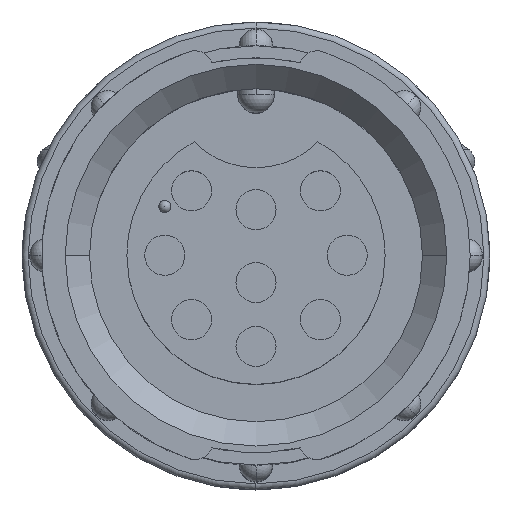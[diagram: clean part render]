
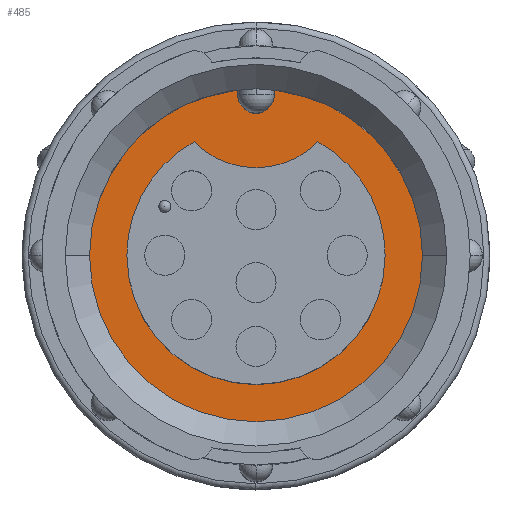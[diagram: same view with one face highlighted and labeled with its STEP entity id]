
A CAD part, top view. The second image highlights one B-rep face of the part: STEP entity #485.
In plain terms, the highlighted planar face has unit normal (0, 0, 1).
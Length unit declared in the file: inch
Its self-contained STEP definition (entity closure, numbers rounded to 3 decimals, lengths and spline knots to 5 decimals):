
#36 = ORIENTED_EDGE ( 'NONE', *, *, #600, .T. ) ;
#40 = ORIENTED_EDGE ( 'NONE', *, *, #653, .T. ) ;
#48 = VERTEX_POINT ( 'NONE', #3933 ) ;
#82 = ORIENTED_EDGE ( 'NONE', *, *, #2471, .F. ) ;
#84 = ORIENTED_EDGE ( 'NONE', *, *, #658, .F. ) ;
#151 = CARTESIAN_POINT ( 'NONE',  ( 0., 0., -0.328 ) ) ;
#152 = ORIENTED_EDGE ( 'NONE', *, *, #661, .F. ) ;
#195 = DIRECTION ( 'NONE',  ( 0., 1., 0. ) ) ;
#274 = DIRECTION ( 'NONE',  ( 1., 0., 0. ) ) ;
#275 = CARTESIAN_POINT ( 'NONE',  ( 0.03, 0.264, -0.328 ) ) ;
#288 = DIRECTION ( 'NONE',  ( 1., 0., 0. ) ) ;
#311 = DIRECTION ( 'NONE',  ( 0., 0., 1. ) ) ;
#317 = DIRECTION ( 'NONE',  ( 0., 0., 1. ) ) ;
#328 = DIRECTION ( 'NONE',  ( 1., 0., 0. ) ) ;
#348 = DIRECTION ( 'NONE',  ( 1., 0., 0. ) ) ;
#365 = CARTESIAN_POINT ( 'NONE',  ( 0., 0., -0.328 ) ) ;
#376 = LINE ( 'NONE', #275, #5417 ) ;
#386 = DIRECTION ( 'NONE',  ( 0., 0., 1. ) ) ;
#388 = DIRECTION ( 'NONE',  ( 0., 0., 1. ) ) ;
#393 = CARTESIAN_POINT ( 'NONE',  ( 0., 0.264, -0.328 ) ) ;
#410 = CARTESIAN_POINT ( 'NONE',  ( 0., 0., -0.328 ) ) ;
#427 = ORIENTED_EDGE ( 'NONE', *, *, #673, .F. ) ;
#431 = ORIENTED_EDGE ( 'NONE', *, *, #2613, .T. ) ;
#435 = ORIENTED_EDGE ( 'NONE', *, *, #2574, .F. ) ;
#451 = ORIENTED_EDGE ( 'NONE', *, *, #667, .T. ) ;
#471 = ORIENTED_EDGE ( 'NONE', *, *, #647, .F. ) ;
#485 = ADVANCED_FACE ( 'NONE', ( #5852, #5907 ), #3712, .F. ) ;
#600 = EDGE_CURVE ( 'NONE', #3267, #3504, #1312, .T. ) ;
#647 = EDGE_CURVE ( 'NONE', #3057, #3049, #1340, .T. ) ;
#653 = EDGE_CURVE ( 'NONE', #3113, #3164, #1385, .T. ) ;
#658 = EDGE_CURVE ( 'NONE', #3454, #3504, #1363, .T. ) ;
#661 = EDGE_CURVE ( 'NONE', #3049, #3164, #376, .T. ) ;
#667 = EDGE_CURVE ( 'NONE', #3078, #3331, #1367, .T. ) ;
#673 = EDGE_CURVE ( 'NONE', #3078, #3057, #7151, .T. ) ;
#1249 = AXIS2_PLACEMENT_3D ( 'NONE', #10029, #10028, #10025 ) ;
#1312 = CIRCLE ( 'NONE', #5872, 0.143 ) ;
#1340 = CIRCLE ( 'NONE', #5391, 0.03 ) ;
#1363 = CIRCLE ( 'NONE', #5401, 0.2125 ) ;
#1367 = CIRCLE ( 'NONE', #5414, 0.274 ) ;
#1385 = CIRCLE ( 'NONE', #5398, 0.274 ) ;
#2453 = CARTESIAN_POINT ( 'NONE',  ( 0.10177, 0.18654, -0.328 ) ) ;
#2471 = EDGE_CURVE ( 'NONE', #48, #3454, #4997, .T. ) ;
#2574 = EDGE_CURVE ( 'NONE', #3267, #48, #10949, .T. ) ;
#2613 = EDGE_CURVE ( 'NONE', #3331, #3113, #10921, .T. ) ;
#3049 = VERTEX_POINT ( 'NONE', #6507 ) ;
#3057 = VERTEX_POINT ( 'NONE', #6529 ) ;
#3078 = VERTEX_POINT ( 'NONE', #6539 ) ;
#3113 = VERTEX_POINT ( 'NONE', #6557 ) ;
#3164 = VERTEX_POINT ( 'NONE', #6545 ) ;
#3267 = VERTEX_POINT ( 'NONE', #10741 ) ;
#3331 = VERTEX_POINT ( 'NONE', #10703 ) ;
#3454 = VERTEX_POINT ( 'NONE', #5620 ) ;
#3504 = VERTEX_POINT ( 'NONE', #2453 ) ;
#3674 = CARTESIAN_POINT ( 'NONE',  ( 0., 0.2125, -0.328 ) ) ;
#3706 = DIRECTION ( 'NONE',  ( -1., 0., 0. ) ) ;
#3712 = PLANE ( 'NONE',  #5867 ) ;
#3910 = AXIS2_PLACEMENT_3D ( 'NONE', #4757, #4761, #4765 ) ;
#3933 = CARTESIAN_POINT ( 'NONE',  ( -0.2125, 0., -0.328 ) ) ;
#4001 = AXIS2_PLACEMENT_3D ( 'NONE', #5068, #5070, #4829 ) ;
#4018 = EDGE_LOOP ( 'NONE', ( #152, #471, #427, #451, #431, #40 ) ) ;
#4028 = EDGE_LOOP ( 'NONE', ( #435, #36, #84, #82 ) ) ;
#4066 = DIRECTION ( 'NONE',  ( 0., 0., -1. ) ) ;
#4757 = CARTESIAN_POINT ( 'NONE',  ( 0., 0., -0.328 ) ) ;
#4761 = DIRECTION ( 'NONE',  ( 0., 0., 1. ) ) ;
#4765 = DIRECTION ( 'NONE',  ( 1., 0., 0. ) ) ;
#4829 = DIRECTION ( 'NONE',  ( 1., 0., 0. ) ) ;
#4997 = CIRCLE ( 'NONE', #1249, 0.2125 ) ;
#5068 = CARTESIAN_POINT ( 'NONE',  ( 0., 0., -0.328 ) ) ;
#5070 = DIRECTION ( 'NONE',  ( 0., 0., 1. ) ) ;
#5358 = VECTOR ( 'NONE', #7153, 39.37008 ) ;
#5391 = AXIS2_PLACEMENT_3D ( 'NONE', #393, #386, #274 ) ;
#5398 = AXIS2_PLACEMENT_3D ( 'NONE', #365, #388, #348 ) ;
#5401 = AXIS2_PLACEMENT_3D ( 'NONE', #410, #311, #328 ) ;
#5414 = AXIS2_PLACEMENT_3D ( 'NONE', #151, #317, #288 ) ;
#5417 = VECTOR ( 'NONE', #195, 39.37008 ) ;
#5620 = CARTESIAN_POINT ( 'NONE',  ( 0.2125, 0., -0.328 ) ) ;
#5852 = FACE_BOUND ( 'NONE', #4028, .T. ) ;
#5867 = AXIS2_PLACEMENT_3D ( 'NONE', #3674, #4066, #3706 ) ;
#5872 = AXIS2_PLACEMENT_3D ( 'NONE', #9415, #8768, #8755 ) ;
#5907 = FACE_OUTER_BOUND ( 'NONE', #4018, .T. ) ;
#6507 = CARTESIAN_POINT ( 'NONE',  ( 0.03, 0.264, -0.328 ) ) ;
#6529 = CARTESIAN_POINT ( 'NONE',  ( -0.03, 0.264, -0.328 ) ) ;
#6539 = CARTESIAN_POINT ( 'NONE',  ( -0.03, 0.27235, -0.328 ) ) ;
#6545 = CARTESIAN_POINT ( 'NONE',  ( 0.03, 0.27235, -0.328 ) ) ;
#6557 = CARTESIAN_POINT ( 'NONE',  ( 0.274, 0., -0.328 ) ) ;
#7151 = LINE ( 'NONE', #7152, #5358 ) ;
#7152 = CARTESIAN_POINT ( 'NONE',  ( -0.03, 0.27235, -0.328 ) ) ;
#7153 = DIRECTION ( 'NONE',  ( 0., -1., 0. ) ) ;
#8755 = DIRECTION ( 'NONE',  ( -1., 0., 0. ) ) ;
#8768 = DIRECTION ( 'NONE',  ( 0., 0., 1. ) ) ;
#9415 = CARTESIAN_POINT ( 'NONE',  ( 0., 0.287, -0.328 ) ) ;
#10025 = DIRECTION ( 'NONE',  ( 1., 0., 0. ) ) ;
#10028 = DIRECTION ( 'NONE',  ( 0., 0., 1. ) ) ;
#10029 = CARTESIAN_POINT ( 'NONE',  ( 0., 0., -0.328 ) ) ;
#10703 = CARTESIAN_POINT ( 'NONE',  ( -0.274, 0., -0.328 ) ) ;
#10741 = CARTESIAN_POINT ( 'NONE',  ( -0.10177, 0.18654, -0.328 ) ) ;
#10921 = CIRCLE ( 'NONE', #3910, 0.274 ) ;
#10949 = CIRCLE ( 'NONE', #4001, 0.2125 ) ;
